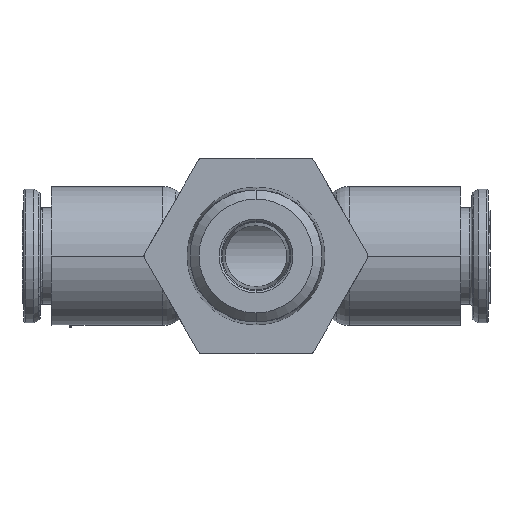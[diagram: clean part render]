
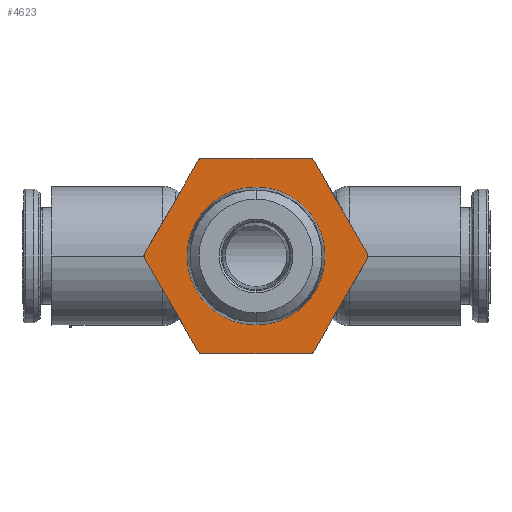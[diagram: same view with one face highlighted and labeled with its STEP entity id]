
A CAD part, front view. The second image highlights one B-rep face of the part: STEP entity #4623.
In plain terms, the highlighted planar face has unit normal (0, -1, 0).
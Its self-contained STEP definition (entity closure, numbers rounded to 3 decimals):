
#4623=ADVANCED_FACE('',(#10164,#10165),#10166,.F.);
#10164=FACE_OUTER_BOUND('',#19963,.T.);
#10165=FACE_BOUND('',#19964,.T.);
#10166=PLANE('',#19965);
#19963=EDGE_LOOP('',(#35118,#35119,#35120,#35121,#35122,#35123,#35124,#35125,#35126,#35127,#35128,#35129));
#19964=EDGE_LOOP('',(#35130,#35131));
#19965=AXIS2_PLACEMENT_3D('',#35132,#35133,#35134);
#35118=ORIENTED_EDGE('',*,*,#46770,.T.);
#35119=ORIENTED_EDGE('',*,*,#50022,.F.);
#35120=ORIENTED_EDGE('',*,*,#45126,.T.);
#35121=ORIENTED_EDGE('',*,*,#50023,.F.);
#35122=ORIENTED_EDGE('',*,*,#49963,.T.);
#35123=ORIENTED_EDGE('',*,*,#50024,.F.);
#35124=ORIENTED_EDGE('',*,*,#50025,.T.);
#35125=ORIENTED_EDGE('',*,*,#50026,.F.);
#35126=ORIENTED_EDGE('',*,*,#50027,.T.);
#35127=ORIENTED_EDGE('',*,*,#49586,.F.);
#35128=ORIENTED_EDGE('',*,*,#47549,.T.);
#35129=ORIENTED_EDGE('',*,*,#46622,.F.);
#35130=ORIENTED_EDGE('',*,*,#50028,.F.);
#35131=ORIENTED_EDGE('',*,*,#45120,.F.);
#35132=CARTESIAN_POINT('',(0.0,-27.5,0.0));
#35133=DIRECTION('',(0.0,1.0,0.0));
#35134=DIRECTION('',(0.0,0.0,-1.0));
#45120=EDGE_CURVE('',#53284,#53286,#53287,.T.);
#45126=EDGE_CURVE('',#53297,#53295,#53298,.T.);
#46622=EDGE_CURVE('',#55866,#55868,#55869,.T.);
#46770=EDGE_CURVE('',#55866,#56112,#56114,.T.);
#47549=EDGE_CURVE('',#57372,#55868,#57373,.T.);
#49586=EDGE_CURVE('',#57372,#60424,#60425,.T.);
#49963=EDGE_CURVE('',#60955,#60953,#60956,.T.);
#50022=EDGE_CURVE('',#53297,#56112,#61035,.T.);
#50023=EDGE_CURVE('',#60955,#53295,#61036,.T.);
#50024=EDGE_CURVE('',#61037,#60953,#61038,.T.);
#50025=EDGE_CURVE('',#61037,#61039,#61040,.T.);
#50026=EDGE_CURVE('',#61041,#61039,#61042,.T.);
#50027=EDGE_CURVE('',#61041,#60424,#61043,.T.);
#50028=EDGE_CURVE('',#53286,#53284,#61044,.T.);
#53284=VERTEX_POINT('',#65191);
#53286=VERTEX_POINT('',#65194);
#53287=CIRCLE('',#65195,6.704);
#53295=VERTEX_POINT('',#65210);
#53297=VERTEX_POINT('',#65213);
#53298=CIRCLE('',#65214,0.5);
#55866=VERTEX_POINT('',#69974);
#55868=VERTEX_POINT('',#69977);
#55869=LINE('',#69978,#69979);
#56112=VERTEX_POINT('',#70384);
#56114=CIRCLE('',#70387,0.5);
#57372=VERTEX_POINT('',#73093);
#57373=CIRCLE('',#73094,0.5);
#60424=VERTEX_POINT('',#79354);
#60425=LINE('',#79355,#79356);
#60953=VERTEX_POINT('',#80268);
#60955=VERTEX_POINT('',#80271);
#60956=CIRCLE('',#80272,0.5);
#61035=LINE('',#80387,#80388);
#61036=LINE('',#80389,#80390);
#61037=VERTEX_POINT('',#80391);
#61038=LINE('',#80392,#80393);
#61039=VERTEX_POINT('',#80394);
#61040=CIRCLE('',#80395,0.5);
#61041=VERTEX_POINT('',#80396);
#61042=LINE('',#80397,#80398);
#61043=CIRCLE('',#80399,0.5);
#61044=CIRCLE('',#80400,6.704);
#65191=CARTESIAN_POINT('',(0.,-27.5,-6.704));
#65194=CARTESIAN_POINT('',(0.0,-27.5,6.704));
#65195=AXIS2_PLACEMENT_3D('',#86124,#86125,#86126);
#65210=CARTESIAN_POINT('',(5.629,-27.5,-9.25));
#65213=CARTESIAN_POINT('',(5.196,-27.5,-9.5));
#65214=AXIS2_PLACEMENT_3D('',#86132,#86133,#86134);
#69974=CARTESIAN_POINT('',(-5.629,-27.5,-9.25));
#69977=CARTESIAN_POINT('',(-10.825,-27.5,-0.25));
#69978=CARTESIAN_POINT('',(-5.629,-27.5,-9.25));
#69979=VECTOR('',#87780,10.392);
#70384=CARTESIAN_POINT('',(-5.196,-27.5,-9.5));
#70387=AXIS2_PLACEMENT_3D('',#87929,#87930,#87931);
#73093=CARTESIAN_POINT('',(-10.825,-27.5,0.25));
#73094=AXIS2_PLACEMENT_3D('',#88738,#88739,#88740);
#79354=CARTESIAN_POINT('',(-5.629,-27.5,9.25));
#79355=CARTESIAN_POINT('',(-10.825,-27.5,0.25));
#79356=VECTOR('',#90805,10.392);
#80268=CARTESIAN_POINT('',(10.825,-27.5,0.25));
#80271=CARTESIAN_POINT('',(10.825,-27.5,-0.25));
#80272=AXIS2_PLACEMENT_3D('',#91156,#91157,#91158);
#80387=CARTESIAN_POINT('',(5.196,-27.5,-9.5));
#80388=VECTOR('',#91207,10.392);
#80389=CARTESIAN_POINT('',(10.825,-27.5,-0.25));
#80390=VECTOR('',#91208,10.392);
#80391=CARTESIAN_POINT('',(5.629,-27.5,9.25));
#80392=CARTESIAN_POINT('',(5.629,-27.5,9.25));
#80393=VECTOR('',#91209,10.392);
#80394=CARTESIAN_POINT('',(5.196,-27.5,9.5));
#80395=AXIS2_PLACEMENT_3D('',#91210,#91211,#91212);
#80396=CARTESIAN_POINT('',(-5.196,-27.5,9.5));
#80397=CARTESIAN_POINT('',(-5.196,-27.5,9.5));
#80398=VECTOR('',#91213,10.392);
#80399=AXIS2_PLACEMENT_3D('',#91214,#91215,#91216);
#80400=AXIS2_PLACEMENT_3D('',#91217,#91218,#91219);
#86124=CARTESIAN_POINT('',(0.0,-27.5,0.0));
#86125=DIRECTION('',(0.0,-1.0,0.0));
#86126=DIRECTION('',(0.0,0.0,-1.0));
#86132=CARTESIAN_POINT('',(5.196,-27.5,-9.0));
#86133=DIRECTION('',(0.0,-1.0,0.0));
#86134=DIRECTION('',(0.0,0.0,-1.0));
#87780=DIRECTION('',(-0.5,0.0,0.866));
#87929=CARTESIAN_POINT('',(-5.196,-27.5,-9.0));
#87930=DIRECTION('',(0.0,-1.0,-0.0));
#87931=DIRECTION('',(-0.866,0.0,-0.5));
#88738=CARTESIAN_POINT('',(-10.392,-27.5,0.0));
#88739=DIRECTION('',(-0.0,-1.0,0.0));
#88740=DIRECTION('',(-0.866,0.0,0.5));
#90805=DIRECTION('',(0.5,0.0,0.866));
#91156=CARTESIAN_POINT('',(10.392,-27.5,0.0));
#91157=DIRECTION('',(0.0,-1.0,0.0));
#91158=DIRECTION('',(0.866,0.0,-0.5));
#91207=DIRECTION('',(-1.0,0.0,0.0));
#91208=DIRECTION('',(-0.5,0.0,-0.866));
#91209=DIRECTION('',(0.5,0.0,-0.866));
#91210=CARTESIAN_POINT('',(5.196,-27.5,9.0));
#91211=DIRECTION('',(0.0,-1.0,0.0));
#91212=DIRECTION('',(0.866,0.0,0.5));
#91213=DIRECTION('',(1.0,0.0,0.0));
#91214=CARTESIAN_POINT('',(-5.196,-27.5,9.0));
#91215=DIRECTION('',(0.0,-1.0,0.0));
#91216=DIRECTION('',(0.0,0.0,1.0));
#91217=CARTESIAN_POINT('',(0.0,-27.5,0.0));
#91218=DIRECTION('',(0.0,-1.0,0.0));
#91219=DIRECTION('',(0.0,0.0,-1.0));
